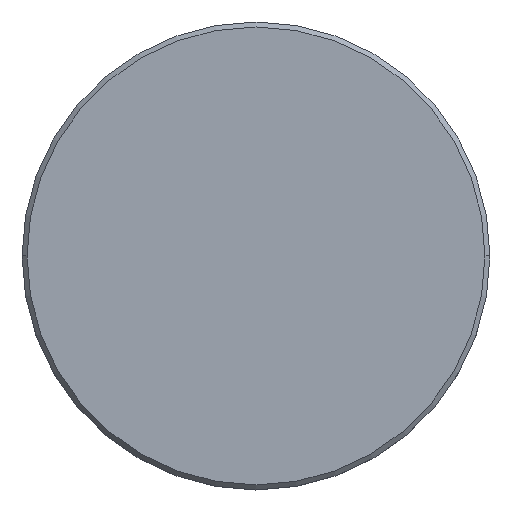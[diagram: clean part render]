
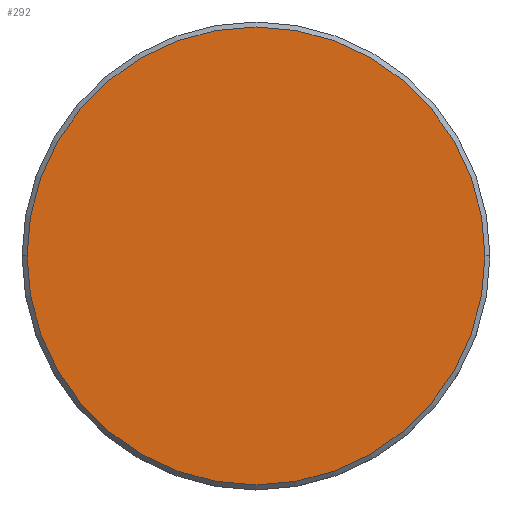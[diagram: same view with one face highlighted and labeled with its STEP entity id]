
A CAD part, top view. The second image highlights one B-rep face of the part: STEP entity #292.
In plain terms, the highlighted planar face has unit normal (0, 0, 1).
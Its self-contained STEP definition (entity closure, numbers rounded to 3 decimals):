
#51 = VERTEX_POINT ( 'NONE', #111 ) ;
#70 = ORIENTED_EDGE ( 'NONE', *, *, #1001, .T. ) ;
#87 = ORIENTED_EDGE ( 'NONE', *, *, #553, .T. ) ;
#102 = FACE_OUTER_BOUND ( 'NONE', #952, .T. ) ;
#111 = CARTESIAN_POINT ( 'NONE',  ( 23., 0., 0. ) ) ;
#268 = DIRECTION ( 'NONE',  ( 1., 0., 0. ) ) ;
#292 = ADVANCED_FACE ( 'NONE', ( #102 ), #487, .T. ) ;
#303 = DIRECTION ( 'NONE',  ( 0., 0., 1. ) ) ;
#343 = AXIS2_PLACEMENT_3D ( 'NONE', #646, #389, #583 ) ;
#389 = DIRECTION ( 'NONE',  ( 0., 0., 1. ) ) ;
#487 = PLANE ( 'NONE',  #879 ) ;
#510 = CARTESIAN_POINT ( 'NONE',  ( -23., 0., 0. ) ) ;
#553 = EDGE_CURVE ( 'NONE', #51, #674, #1115, .T. ) ;
#583 = DIRECTION ( 'NONE',  ( 1., 0., 0. ) ) ;
#646 = CARTESIAN_POINT ( 'NONE',  ( 0., 0., 0. ) ) ;
#674 = VERTEX_POINT ( 'NONE', #510 ) ;
#766 = DIRECTION ( 'NONE',  ( 1., 0., 0. ) ) ;
#879 = AXIS2_PLACEMENT_3D ( 'NONE', #1130, #303, #766 ) ;
#952 = EDGE_LOOP ( 'NONE', ( #70, #87 ) ) ;
#970 = CARTESIAN_POINT ( 'NONE',  ( 0., 0., 0. ) ) ;
#977 = CIRCLE ( 'NONE', #343, 23. ) ;
#1001 = EDGE_CURVE ( 'NONE', #674, #51, #977, .T. ) ;
#1033 = AXIS2_PLACEMENT_3D ( 'NONE', #970, #1066, #268 ) ;
#1066 = DIRECTION ( 'NONE',  ( 0., 0., 1. ) ) ;
#1115 = CIRCLE ( 'NONE', #1033, 23. ) ;
#1130 = CARTESIAN_POINT ( 'NONE',  ( 0., 0., 0. ) ) ;
